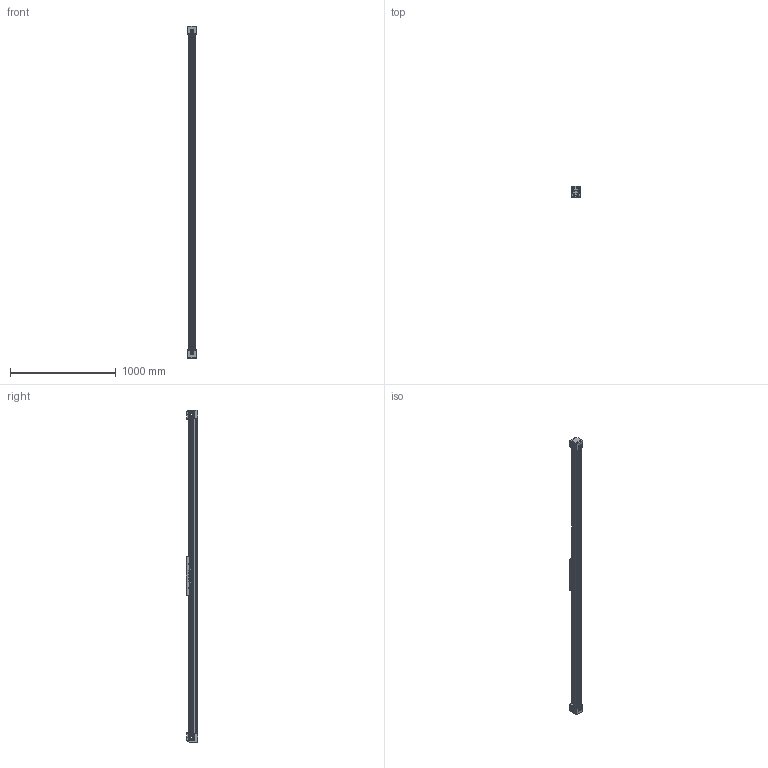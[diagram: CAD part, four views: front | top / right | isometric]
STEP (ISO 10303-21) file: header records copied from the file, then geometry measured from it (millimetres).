
FILE_DESCRIPTION (( 'STEP AP214' ), '1' );
FILE_NAME ('BLM60-2600.STEP', '2023-02-28T09:20:27', ( '' ), ( '' ), 'SwSTEP 2.0', 'SolidWorks 2023', '' );
FILE_SCHEMA (( 'AUTOMOTIVE_DESIGN' ));
Length unit declared in the file: millimetre
Products named in the file (1): BLM60-2600
Bounding box: 80 x 104 x 3136 mm (x, y, z)
Volume: 11126707.4 mm3; surface area: 2262563.1 mm2
Topology: 117 solids, 117 shells, 5979 faces, 16742 edges, 10952 vertices
Faces by surface type: plane 3353, cylinder 2258, torus 176, sphere 116, cone 52, bspline 24
Entity records: 262210 total; most frequent: CARTESIAN_POINT 38204, DIRECTION 33176, ORIENTED_EDGE 32780, EDGE_CURVE 16390, VECTOR 11184, LINE 11184, AXIS2_PLACEMENT_3D 10996, VERTEX_POINT 10840
